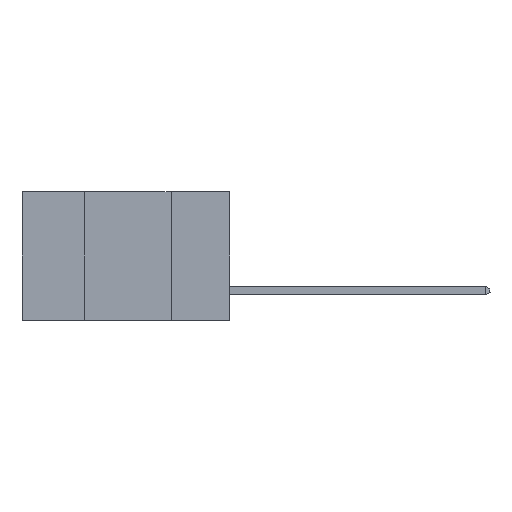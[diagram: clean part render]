
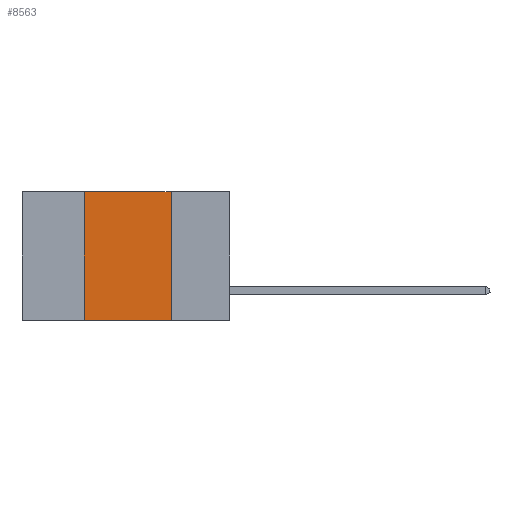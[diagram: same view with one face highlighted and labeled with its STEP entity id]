
A CAD part, left-side view. The second image highlights one B-rep face of the part: STEP entity #8563.
In plain terms, the highlighted planar face has unit normal (-1, 0, 0).
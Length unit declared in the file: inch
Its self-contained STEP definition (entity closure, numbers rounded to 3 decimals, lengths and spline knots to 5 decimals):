
#242 = EDGE_CURVE ( 'NONE', #6885, #6114, #785, .T. ) ;
#342 = VERTEX_POINT ( 'NONE', #7044 ) ;
#785 = LINE ( 'NONE', #9756, #6681 ) ;
#1258 = CARTESIAN_POINT ( 'NONE',  ( 0., 0.42, 0. ) ) ;
#1431 = FACE_OUTER_BOUND ( 'NONE', #5574, .T. ) ;
#1468 = PLANE ( 'NONE',  #8204 ) ;
#1744 = EDGE_CURVE ( 'NONE', #2765, #342, #5769, .T. ) ;
#1757 = DIRECTION ( 'NONE',  ( 0., -1., 0. ) ) ;
#2141 = ORIENTED_EDGE ( 'NONE', *, *, #9786, .T. ) ;
#2510 = CARTESIAN_POINT ( 'NONE',  ( 0., 0.42, -0.37 ) ) ;
#2765 = VERTEX_POINT ( 'NONE', #2510 ) ;
#3459 = ORIENTED_EDGE ( 'NONE', *, *, #5919, .F. ) ;
#3943 = CARTESIAN_POINT ( 'NONE',  ( 0., 0.6, 0. ) ) ;
#3966 = DIRECTION ( 'NONE',  ( 0., 0., -1. ) ) ;
#4564 = CARTESIAN_POINT ( 'NONE',  ( 0., 0.6, -0.37 ) ) ;
#5235 = LINE ( 'NONE', #3943, #7756 ) ;
#5278 = DIRECTION ( 'NONE',  ( 0., -1., 0. ) ) ;
#5574 = EDGE_LOOP ( 'NONE', ( #6496, #3459, #6783, #2141 ) ) ;
#5769 = LINE ( 'NONE', #1258, #6826 ) ;
#5919 = EDGE_CURVE ( 'NONE', #342, #6885, #5235, .T. ) ;
#5936 = CARTESIAN_POINT ( 'NONE',  ( 0., 0.17, -0.37 ) ) ;
#6088 = DIRECTION ( 'NONE',  ( 0., 0., -1. ) ) ;
#6114 = VERTEX_POINT ( 'NONE', #5936 ) ;
#6496 = ORIENTED_EDGE ( 'NONE', *, *, #242, .F. ) ;
#6621 = LINE ( 'NONE', #4564, #7567 ) ;
#6681 = VECTOR ( 'NONE', #6088, 39.37008 ) ;
#6783 = ORIENTED_EDGE ( 'NONE', *, *, #1744, .F. ) ;
#6826 = VECTOR ( 'NONE', #9074, 39.37008 ) ;
#6885 = VERTEX_POINT ( 'NONE', #7587 ) ;
#6886 = CARTESIAN_POINT ( 'NONE',  ( 0., 0.6, 0. ) ) ;
#7024 = DIRECTION ( 'NONE',  ( 1., 0., 0. ) ) ;
#7044 = CARTESIAN_POINT ( 'NONE',  ( 0., 0.42, 0. ) ) ;
#7567 = VECTOR ( 'NONE', #5278, 39.37008 ) ;
#7587 = CARTESIAN_POINT ( 'NONE',  ( 0., 0.17, 0. ) ) ;
#7756 = VECTOR ( 'NONE', #1757, 39.37008 ) ;
#8204 = AXIS2_PLACEMENT_3D ( 'NONE', #6886, #7024, #3966 ) ;
#8563 = ADVANCED_FACE ( 'NONE', ( #1431 ), #1468, .F. ) ;
#9074 = DIRECTION ( 'NONE',  ( 0., 0., 1. ) ) ;
#9756 = CARTESIAN_POINT ( 'NONE',  ( 0., 0.17, 0. ) ) ;
#9786 = EDGE_CURVE ( 'NONE', #2765, #6114, #6621, .T. ) ;
